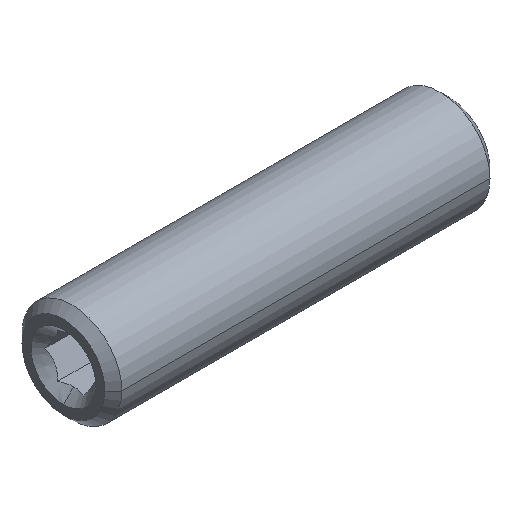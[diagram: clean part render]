
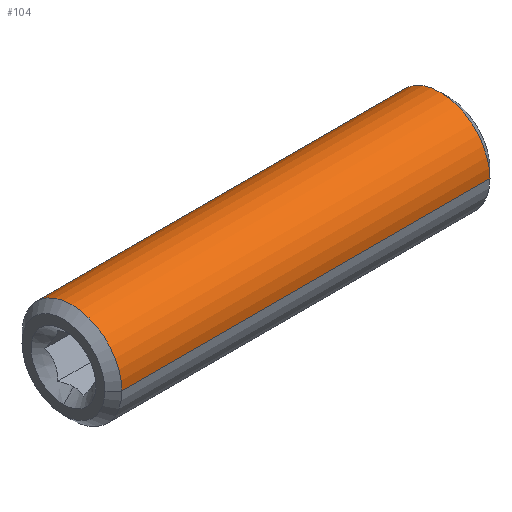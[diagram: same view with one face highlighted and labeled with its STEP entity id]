
A CAD part, isometric view. The second image highlights one B-rep face of the part: STEP entity #104.
In plain terms, the highlighted cylindrical face has radius 1.466 mm (diameter 2.931 mm), a partial arc.
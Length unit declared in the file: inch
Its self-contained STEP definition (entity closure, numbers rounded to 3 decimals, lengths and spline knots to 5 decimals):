
#11 = AXIS2_PLACEMENT_3D ( 'NONE', #457, #464, #536 ) ;
#29 = VECTOR ( 'NONE', #538, 39.37008 ) ;
#50 = CIRCLE ( 'NONE', #11, 0.0577 ) ;
#104 = ADVANCED_FACE ( 'NONE', ( #274 ), #339, .T. ) ;
#115 = EDGE_CURVE ( 'NONE', #342, #366, #233, .T. ) ;
#139 = EDGE_CURVE ( 'NONE', #366, #361, #50, .T. ) ;
#168 = EDGE_CURVE ( 'NONE', #287, #361, #221, .T. ) ;
#171 = EDGE_CURVE ( 'NONE', #342, #287, #746, .T. ) ;
#221 = LINE ( 'NONE', #432, #749 ) ;
#233 = LINE ( 'NONE', #692, #29 ) ;
#274 = FACE_OUTER_BOUND ( 'NONE', #295, .T. ) ;
#285 = ORIENTED_EDGE ( 'NONE', *, *, #171, .T. ) ;
#286 = ORIENTED_EDGE ( 'NONE', *, *, #115, .F. ) ;
#287 = VERTEX_POINT ( 'NONE', #883 ) ;
#295 = EDGE_LOOP ( 'NONE', ( #285, #336, #356, #286 ) ) ;
#336 = ORIENTED_EDGE ( 'NONE', *, *, #168, .T. ) ;
#339 = CYLINDRICAL_SURFACE ( 'NONE', #858, 0.0577 ) ;
#342 = VERTEX_POINT ( 'NONE', #877 ) ;
#356 = ORIENTED_EDGE ( 'NONE', *, *, #139, .F. ) ;
#361 = VERTEX_POINT ( 'NONE', #925 ) ;
#366 = VERTEX_POINT ( 'NONE', #875 ) ;
#400 = CARTESIAN_POINT ( 'NONE',  ( -1.03627, 0.39125, 0.16232 ) ) ;
#402 = DIRECTION ( 'NONE',  ( 1., 0., 0. ) ) ;
#403 = DIRECTION ( 'NONE',  ( 0., 1., 0. ) ) ;
#432 = CARTESIAN_POINT ( 'NONE',  ( -0.52697, 0.33355, 0.16232 ) ) ;
#433 = DIRECTION ( 'NONE',  ( 1., 0., 0. ) ) ;
#457 = CARTESIAN_POINT ( 'NONE',  ( -0.61083, 0.39125, 0.16232 ) ) ;
#464 = DIRECTION ( 'NONE',  ( 1., 0., 0. ) ) ;
#481 = DIRECTION ( 'NONE',  ( 1., 0., 0. ) ) ;
#536 = DIRECTION ( 'NONE',  ( 0., 1., 0. ) ) ;
#538 = DIRECTION ( 'NONE',  ( 1., 0., 0. ) ) ;
#686 = DIRECTION ( 'NONE',  ( 0., 1., 0. ) ) ;
#692 = CARTESIAN_POINT ( 'NONE',  ( -0.52697, 0.44895, 0.16232 ) ) ;
#704 = CARTESIAN_POINT ( 'NONE',  ( -0.52697, 0.39125, 0.16232 ) ) ;
#746 = CIRCLE ( 'NONE', #753, 0.0577 ) ;
#749 = VECTOR ( 'NONE', #433, 39.37008 ) ;
#753 = AXIS2_PLACEMENT_3D ( 'NONE', #400, #402, #403 ) ;
#858 = AXIS2_PLACEMENT_3D ( 'NONE', #704, #481, #686 ) ;
#875 = CARTESIAN_POINT ( 'NONE',  ( -0.61083, 0.44895, 0.16232 ) ) ;
#877 = CARTESIAN_POINT ( 'NONE',  ( -1.03627, 0.44895, 0.16232 ) ) ;
#883 = CARTESIAN_POINT ( 'NONE',  ( -1.03627, 0.33355, 0.16232 ) ) ;
#925 = CARTESIAN_POINT ( 'NONE',  ( -0.61083, 0.33355, 0.16232 ) ) ;
